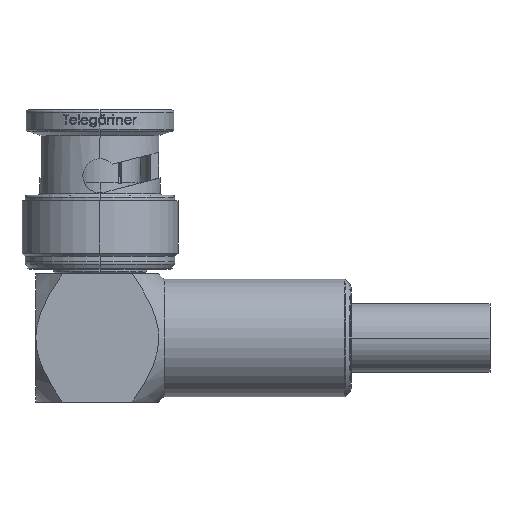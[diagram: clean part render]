
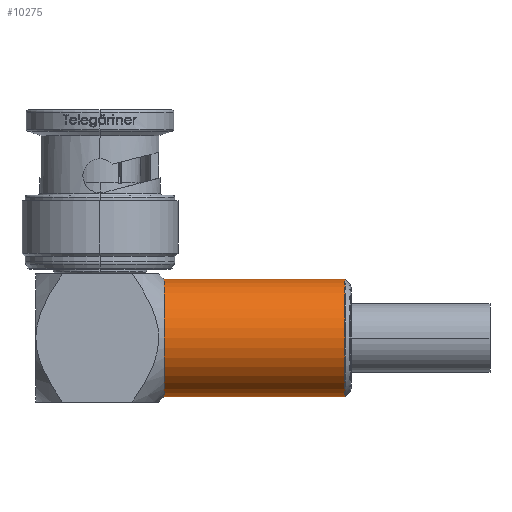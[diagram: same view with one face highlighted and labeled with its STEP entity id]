
A CAD part, left-side view. The second image highlights one B-rep face of the part: STEP entity #10275.
In plain terms, the highlighted cylindrical face has radius 5.5 mm (diameter 11 mm), a partial arc.
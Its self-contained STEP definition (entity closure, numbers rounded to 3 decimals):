
#50 = EDGE_CURVE ( 'NONE', #5757, #5601, #11520, .T. ) ;
#1135 = ORIENTED_EDGE ( 'NONE', *, *, #50, .T. ) ;
#1311 = EDGE_CURVE ( 'NONE', #8610, #7793, #17705, .T. ) ;
#1360 = CARTESIAN_POINT ( 'NONE',  ( 0., -6., -26. ) ) ;
#1972 = CARTESIAN_POINT ( 'NONE',  ( 0., 6., -20.5 ) ) ;
#2876 = AXIS2_PLACEMENT_3D ( 'NONE', #1972, #12313, #7935 ) ;
#3810 = AXIS2_PLACEMENT_3D ( 'NONE', #10847, #8418, #8335 ) ;
#3928 = EDGE_LOOP ( 'NONE', ( #9725, #1135, #9188, #8297 ) ) ;
#4064 = LINE ( 'NONE', #7254, #7502 ) ;
#5407 = CARTESIAN_POINT ( 'NONE',  ( 0., -22.894, -20.5 ) ) ;
#5590 = CARTESIAN_POINT ( 'NONE',  ( 0., -22.894, -26. ) ) ;
#5601 = VERTEX_POINT ( 'NONE', #15361 ) ;
#5757 = VERTEX_POINT ( 'NONE', #5590 ) ;
#6276 = EDGE_CURVE ( 'NONE', #5601, #7793, #4064, .T. ) ;
#7254 = CARTESIAN_POINT ( 'NONE',  ( 0., 6., -15. ) ) ;
#7502 = VECTOR ( 'NONE', #14784, 1000. ) ;
#7793 = VERTEX_POINT ( 'NONE', #9304 ) ;
#7935 = DIRECTION ( 'NONE',  ( 0., 0., 1. ) ) ;
#8177 = EDGE_CURVE ( 'NONE', #5757, #8610, #9082, .T. ) ;
#8297 = ORIENTED_EDGE ( 'NONE', *, *, #1311, .F. ) ;
#8335 = DIRECTION ( 'NONE',  ( 0., 0., 1. ) ) ;
#8418 = DIRECTION ( 'NONE',  ( 0., 1., 0. ) ) ;
#8478 = CYLINDRICAL_SURFACE ( 'NONE', #2876, 5.5 ) ;
#8610 = VERTEX_POINT ( 'NONE', #1360 ) ;
#9082 = LINE ( 'NONE', #16423, #16505 ) ;
#9188 = ORIENTED_EDGE ( 'NONE', *, *, #6276, .T. ) ;
#9304 = CARTESIAN_POINT ( 'NONE',  ( 0., -6., -15. ) ) ;
#9725 = ORIENTED_EDGE ( 'NONE', *, *, #8177, .F. ) ;
#10275 = ADVANCED_FACE ( 'NONE', ( #17790 ), #8478, .T. ) ;
#10847 = CARTESIAN_POINT ( 'NONE',  ( 0., -6., -20.5 ) ) ;
#11520 = CIRCLE ( 'NONE', #18543, 5.5 ) ;
#12313 = DIRECTION ( 'NONE',  ( 0., 1., 0. ) ) ;
#14784 = DIRECTION ( 'NONE',  ( 0., 1., 0. ) ) ;
#14921 = DIRECTION ( 'NONE',  ( 0., 1., 0. ) ) ;
#15361 = CARTESIAN_POINT ( 'NONE',  ( 0., -22.894, -15. ) ) ;
#16331 = DIRECTION ( 'NONE',  ( 0., 0., 1. ) ) ;
#16423 = CARTESIAN_POINT ( 'NONE',  ( 0., 6., -26. ) ) ;
#16505 = VECTOR ( 'NONE', #14921, 1000. ) ;
#17705 = CIRCLE ( 'NONE', #3810, 5.5 ) ;
#17790 = FACE_OUTER_BOUND ( 'NONE', #3928, .T. ) ;
#18543 = AXIS2_PLACEMENT_3D ( 'NONE', #5407, #18687, #16331 ) ;
#18687 = DIRECTION ( 'NONE',  ( 0., 1., 0. ) ) ;
